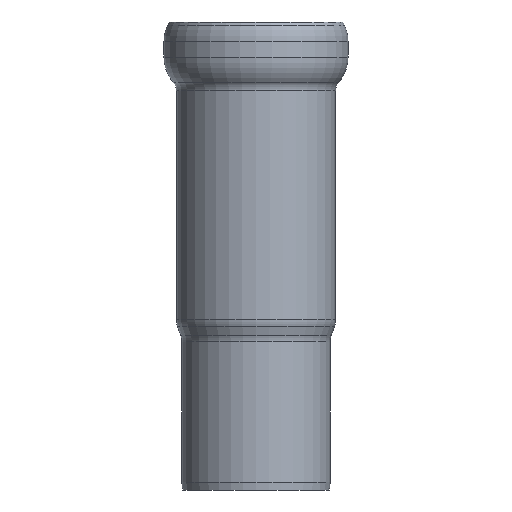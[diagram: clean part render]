
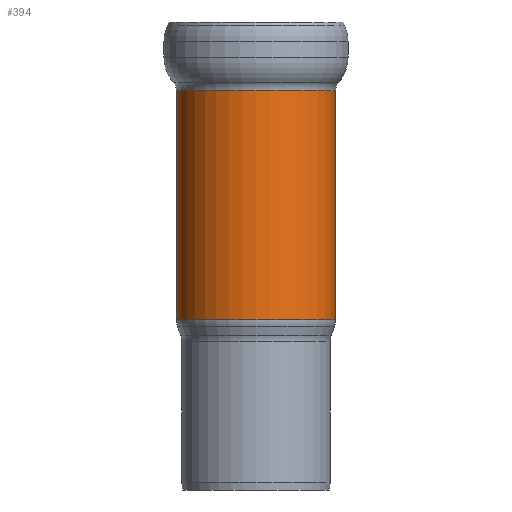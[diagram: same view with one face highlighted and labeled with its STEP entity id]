
A CAD part, front view. The second image highlights one B-rep face of the part: STEP entity #394.
In plain terms, the highlighted cylindrical face has radius 510 mm (diameter 1020 mm), a full revolution.
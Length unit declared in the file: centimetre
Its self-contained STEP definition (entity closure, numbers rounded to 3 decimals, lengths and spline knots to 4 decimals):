
#34=CYLINDRICAL_SURFACE('',#492,51.);
#54=FACE_OUTER_BOUND('',#78,.T.);
#78=EDGE_LOOP('',(#328,#329,#330,#331,#332,#333));
#95=CIRCLE('',#450,51.);
#96=CIRCLE('',#451,51.);
#121=CIRCLE('',#489,51.);
#123=CIRCLE('',#491,51.);
#142=VERTEX_POINT('',#706);
#143=VERTEX_POINT('',#708);
#164=VERTEX_POINT('',#776);
#165=VERTEX_POINT('',#777);
#186=EDGE_CURVE('',#142,#143,#95,.T.);
#187=EDGE_CURVE('',#143,#142,#96,.T.);
#220=EDGE_CURVE('',#164,#165,#121,.T.);
#222=EDGE_CURVE('',#165,#164,#123,.T.);
#223=EDGE_CURVE('',#143,#165,#415,.T.);
#328=ORIENTED_EDGE('',*,*,#187,.F.);
#329=ORIENTED_EDGE('',*,*,#223,.T.);
#330=ORIENTED_EDGE('',*,*,#222,.T.);
#331=ORIENTED_EDGE('',*,*,#220,.T.);
#332=ORIENTED_EDGE('',*,*,#223,.F.);
#333=ORIENTED_EDGE('',*,*,#186,.F.);
#394=ADVANCED_FACE('',(#54),#34,.T.);
#415=LINE('',#782,#430);
#430=VECTOR('',#638,51.);
#450=AXIS2_PLACEMENT_3D('',#709,#544,#545);
#451=AXIS2_PLACEMENT_3D('',#710,#546,#547);
#489=AXIS2_PLACEMENT_3D('',#778,#630,#631);
#491=AXIS2_PLACEMENT_3D('',#780,#634,#635);
#492=AXIS2_PLACEMENT_3D('',#781,#636,#637);
#544=DIRECTION('center_axis',(0.,0.,1.));
#545=DIRECTION('ref_axis',(1.,0.,0.));
#546=DIRECTION('center_axis',(0.,0.,1.));
#547=DIRECTION('ref_axis',(1.,0.,0.));
#630=DIRECTION('center_axis',(0.,0.,1.));
#631=DIRECTION('ref_axis',(1.,0.,0.));
#634=DIRECTION('center_axis',(0.,0.,1.));
#635=DIRECTION('ref_axis',(1.,0.,0.));
#636=DIRECTION('center_axis',(0.,0.,1.));
#637=DIRECTION('ref_axis',(-1.,0.,0.));
#638=DIRECTION('',(0.,0.,-1.));
#706=CARTESIAN_POINT('',(0.,-51.,256.));
#708=CARTESIAN_POINT('',(51.,0.,256.));
#709=CARTESIAN_POINT('Origin',(0.,0.,256.));
#710=CARTESIAN_POINT('Origin',(0.,0.,256.));
#776=CARTESIAN_POINT('',(0.,51.,109.0787));
#777=CARTESIAN_POINT('',(51.,0.,109.0787));
#778=CARTESIAN_POINT('Origin',(0.,0.,109.0787));
#780=CARTESIAN_POINT('Origin',(0.,0.,109.0787));
#781=CARTESIAN_POINT('Origin',(0.,0.,121.3256));
#782=CARTESIAN_POINT('',(51.,0.,121.3256));
